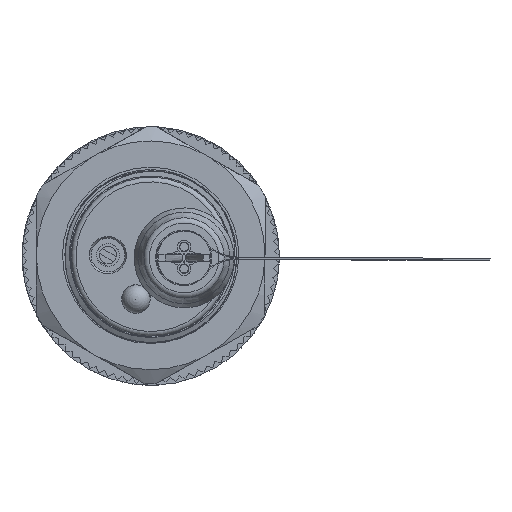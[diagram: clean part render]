
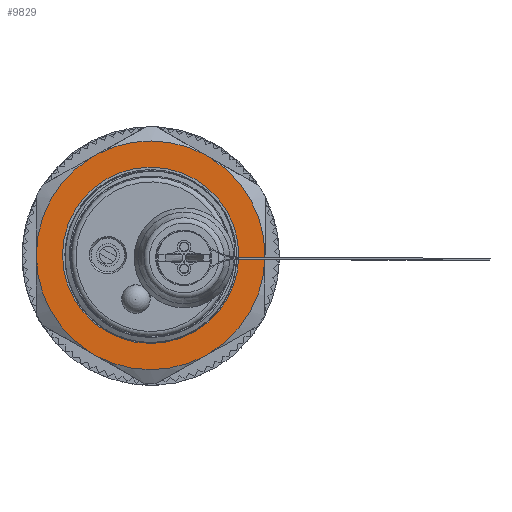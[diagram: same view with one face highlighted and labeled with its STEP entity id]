
A CAD part, left-side view. The second image highlights one B-rep face of the part: STEP entity #9829.
In plain terms, the highlighted face is planar.
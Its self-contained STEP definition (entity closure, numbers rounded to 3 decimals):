
#281=LINE('',#22958,#1307);
#282=LINE('',#22963,#1308);
#283=LINE('',#22969,#1309);
#284=LINE('',#22973,#1310);
#1307=VECTOR('',#14143,1000.);
#1308=VECTOR('',#14146,1000.);
#1309=VECTOR('',#14151,1000.);
#1310=VECTOR('',#14154,1000.);
#3172=ORIENTED_EDGE('',*,*,#5537,.T.);
#3173=ORIENTED_EDGE('',*,*,#5538,.T.);
#3174=ORIENTED_EDGE('',*,*,#5539,.T.);
#3175=ORIENTED_EDGE('',*,*,#5540,.F.);
#3176=ORIENTED_EDGE('',*,*,#5541,.T.);
#3177=ORIENTED_EDGE('',*,*,#5542,.T.);
#3178=ORIENTED_EDGE('',*,*,#5543,.T.);
#3179=ORIENTED_EDGE('',*,*,#5544,.T.);
#3180=ORIENTED_EDGE('',*,*,#5545,.F.);
#3181=ORIENTED_EDGE('',*,*,#5546,.T.);
#3182=ORIENTED_EDGE('',*,*,#5547,.T.);
#5537=EDGE_CURVE('',#6801,#6801,#7591,.T.);
#5538=EDGE_CURVE('',#6802,#6803,#281,.T.);
#5539=EDGE_CURVE('',#6803,#6804,#7592,.T.);
#5540=EDGE_CURVE('',#6805,#6804,#282,.T.);
#5541=EDGE_CURVE('',#6805,#6806,#7593,.T.);
#5542=EDGE_CURVE('',#6806,#6807,#7594,.T.);
#5543=EDGE_CURVE('',#6807,#6808,#283,.T.);
#5544=EDGE_CURVE('',#6808,#6809,#7595,.T.);
#5545=EDGE_CURVE('',#6810,#6809,#284,.T.);
#5546=EDGE_CURVE('',#6810,#6811,#7596,.T.);
#5547=EDGE_CURVE('',#6811,#6802,#7597,.T.);
#6801=VERTEX_POINT('',#22957);
#6802=VERTEX_POINT('',#22959);
#6803=VERTEX_POINT('',#22960);
#6804=VERTEX_POINT('',#22962);
#6805=VERTEX_POINT('',#22964);
#6806=VERTEX_POINT('',#22966);
#6807=VERTEX_POINT('',#22968);
#6808=VERTEX_POINT('',#22970);
#6809=VERTEX_POINT('',#22972);
#6810=VERTEX_POINT('',#22974);
#6811=VERTEX_POINT('',#22976);
#7591=CIRCLE('',#12756,9.25);
#7592=CIRCLE('',#12757,12.);
#7593=CIRCLE('',#12758,12.);
#7594=CIRCLE('',#12759,12.);
#7595=CIRCLE('',#12760,12.);
#7596=CIRCLE('',#12761,12.);
#7597=CIRCLE('',#12762,12.);
#8013=EDGE_LOOP('',(#3172));
#8014=EDGE_LOOP('',(#3173,#3174,#3175,#3176,#3177,#3178,#3179,#3180,#3181,
#3182));
#8753=FACE_BOUND('',#8013,.T.);
#8754=FACE_BOUND('',#8014,.T.);
#9324=PLANE('',#12755);
#9829=ADVANCED_FACE('',(#8753,#8754),#9324,.T.);
#12755=AXIS2_PLACEMENT_3D('',#22955,#14139,#14140);
#12756=AXIS2_PLACEMENT_3D('',#22956,#14141,#14142);
#12757=AXIS2_PLACEMENT_3D('',#22961,#14144,#14145);
#12758=AXIS2_PLACEMENT_3D('',#22965,#14147,#14148);
#12759=AXIS2_PLACEMENT_3D('',#22967,#14149,#14150);
#12760=AXIS2_PLACEMENT_3D('',#22971,#14152,#14153);
#12761=AXIS2_PLACEMENT_3D('',#22975,#14155,#14156);
#12762=AXIS2_PLACEMENT_3D('',#22977,#14157,#14158);
#14139=DIRECTION('',(0.,1.,0.));
#14140=DIRECTION('',(0.,0.,1.));
#14141=DIRECTION('',(0.,-1.,0.));
#14142=DIRECTION('',(-1.,0.,0.));
#14143=DIRECTION('',(0.493,0.,-0.87));
#14144=DIRECTION('',(0.,1.,0.));
#14145=DIRECTION('',(0.,0.,1.));
#14146=DIRECTION('',(0.493,0.,0.87));
#14147=DIRECTION('',(0.,1.,0.));
#14148=DIRECTION('',(0.,0.,1.));
#14149=DIRECTION('',(0.,1.,0.));
#14150=DIRECTION('',(0.,0.,1.));
#14151=DIRECTION('',(-0.493,0.,0.87));
#14152=DIRECTION('',(0.,1.,0.));
#14153=DIRECTION('',(0.,0.,1.));
#14154=DIRECTION('',(-0.493,0.,-0.87));
#14155=DIRECTION('',(0.,1.,0.));
#14156=DIRECTION('',(0.,0.,1.));
#14157=DIRECTION('',(0.,1.,0.));
#14158=DIRECTION('',(0.,0.,1.));
#22955=CARTESIAN_POINT('',(0.,8.,13.5));
#22956=CARTESIAN_POINT('',(0.,8.,0.));
#22957=CARTESIAN_POINT('',(-9.25,8.,0.));
#22958=CARTESIAN_POINT('',(10.62,8.,5.588));
#22959=CARTESIAN_POINT('',(10.247,8.,6.244));
#22960=CARTESIAN_POINT('',(10.62,8.,5.588));
#22961=CARTESIAN_POINT('',(0.,8.,0.));
#22962=CARTESIAN_POINT('',(10.62,8.,-5.588));
#22963=CARTESIAN_POINT('',(10.247,8.,-6.244));
#22964=CARTESIAN_POINT('',(10.247,8.,-6.244));
#22965=CARTESIAN_POINT('',(0.,8.,0.));
#22966=CARTESIAN_POINT('',(0.,8.,-12.));
#22967=CARTESIAN_POINT('',(0.,8.,0.));
#22968=CARTESIAN_POINT('',(-10.247,8.,-6.244));
#22969=CARTESIAN_POINT('',(-7.377,8.,-11.306));
#22970=CARTESIAN_POINT('',(-10.62,8.,-5.588));
#22971=CARTESIAN_POINT('',(0.,8.,0.));
#22972=CARTESIAN_POINT('',(-10.62,8.,5.588));
#22973=CARTESIAN_POINT('',(-13.475,8.,0.551));
#22974=CARTESIAN_POINT('',(-10.247,8.,6.244));
#22975=CARTESIAN_POINT('',(0.,8.,0.));
#22976=CARTESIAN_POINT('',(0.,8.,12.));
#22977=CARTESIAN_POINT('',(0.,8.,0.));
